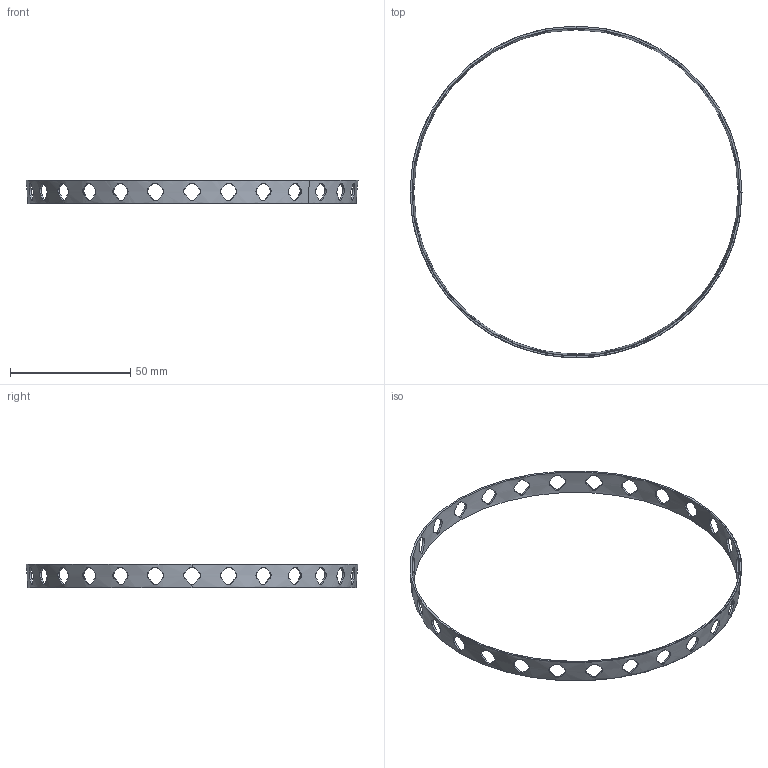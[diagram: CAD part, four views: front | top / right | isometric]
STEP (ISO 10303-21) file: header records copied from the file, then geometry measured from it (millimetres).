
FILE_DESCRIPTION (( 'STEP AP214' ), '1' );
FILE_NAME ('127 x 146.05 x 12.7mm Printable Bearing Cage Part 3.STEP', '2021-03-12T15:30:25', ( '' ), ( '' ), 'SwSTEP 2.0', 'SolidWorks 2019', '' );
FILE_SCHEMA (( 'AUTOMOTIVE_DESIGN' ));
Length unit declared in the file: millimetre
Products named in the file (1): 127 x 146.05 x 12.7mm Printable Bearing Cage Part 3
Bounding box: 138.08 x 138.08 x 9.9 mm (x, y, z)
Volume: 5252.4 mm3; surface area: 15472.3 mm2
Topology: 3 solids, 3 shells, 696 faces, 2073 edges, 1376 vertices
Faces by surface type: cylinder 448, plane 233, cone 15
Entity records: 30633 total; most frequent: CARTESIAN_POINT 14786, ORIENTED_EDGE 4146, DIRECTION 2143, EDGE_CURVE 2073, VERTEX_POINT 1376, B_SPLINE_CURVE_WITH_KNOTS 896, EDGE_LOOP 801, AXIS2_PLACEMENT_3D 717
